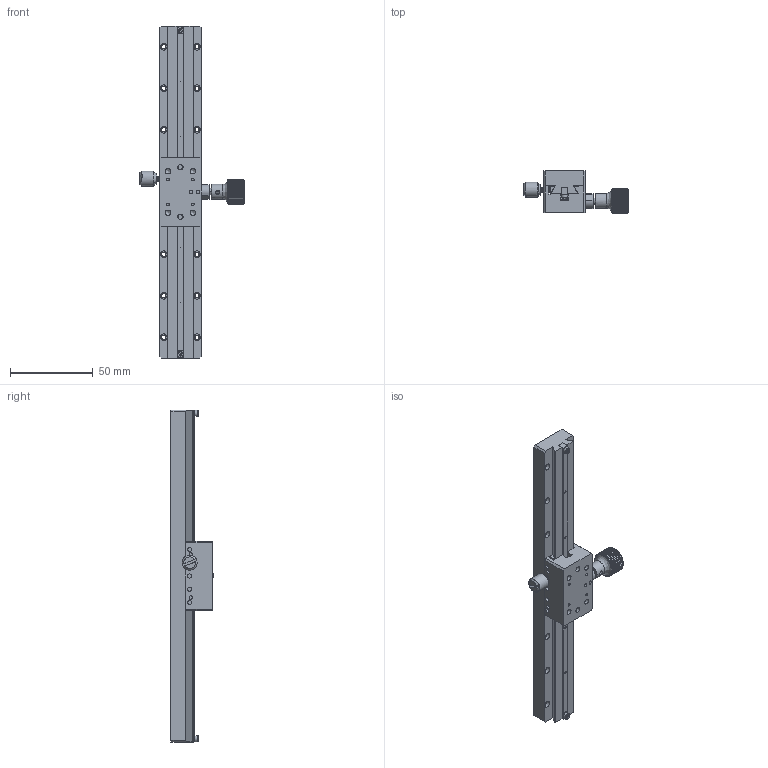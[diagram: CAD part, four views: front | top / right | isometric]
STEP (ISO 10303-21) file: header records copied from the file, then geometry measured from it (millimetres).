
FILE_DESCRIPTION (( 'STEP AP203' ), '1' );
FILE_NAME ('528731.STEP', '2024-10-14T09:17:31', ( 'Windows User' ), ( 'P R C' ), 'SwSTEP 2.0', 'SolidWorks 2020', '' );
FILE_SCHEMA (( 'CONFIG_CONTROL_DESIGN' ));
Products named in the file (1): 528731
Bounding box: 63.21 x 25.49 x 200 mm (x, y, z)
Volume: 72172.2 mm3; surface area: 33333.3 mm2
Topology: 9 solids, 9 shells, 2092 faces, 5786 edges, 3813 vertices
Faces by surface type: plane 1427, bspline 427, cylinder 155, cone 83
Full cylindrical faces by diameter (mm): 1.6 x11, 2 x2, 2.05 x4, 2.3 x2, 2.4 x5, 2.5 x22, 3.3 x6, 3.8 x2, 4 x18, 4.3 x5, 4.5 x2, 6.5 x1, 7 x1, 8 x2, 9 x2
Entity records: 158512 total; most frequent: CARTESIAN_POINT 108739, ORIENTED_EDGE 11280, DIRECTION 8287, EDGE_CURVE 5640, LINE 4081, VECTOR 4081, VERTEX_POINT 3785, EDGE_LOOP 2395
